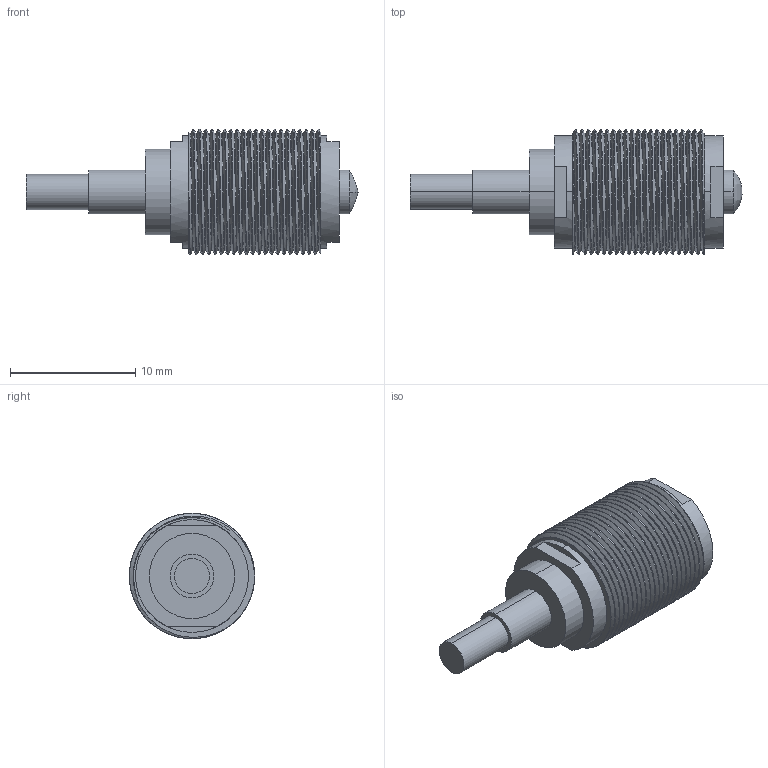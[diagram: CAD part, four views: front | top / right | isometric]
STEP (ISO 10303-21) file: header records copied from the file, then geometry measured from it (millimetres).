
FILE_DESCRIPTION (( 'STEP AP214' ), '1' );
FILE_NAME ('CSM105CA.STEP', '2024-07-10T16:03:11', ( '' ), ( '' ), 'SwSTEP 2.0', 'SolidWorks 2023', '' );
FILE_SCHEMA (( 'AUTOMOTIVE_DESIGN' ));
Length unit declared in the file: inch
Products named in the file (1): CSM105CA
Bounding box: 26.49 x 10 x 10 mm (x, y, z)
Volume: 1113.7 mm3; surface area: 950.4 mm2
Topology: 1 solids, 1 shells, 75 faces, 201 edges, 134 vertices
Faces by surface type: cylinder 55, plane 15, bspline 5
Entity records: 5712 total; most frequent: CARTESIAN_POINT 4066, ORIENTED_EDGE 402, DIRECTION 282, EDGE_CURVE 201, VERTEX_POINT 134, AXIS2_PLACEMENT_3D 106, EDGE_LOOP 81, ADVANCED_FACE 75
